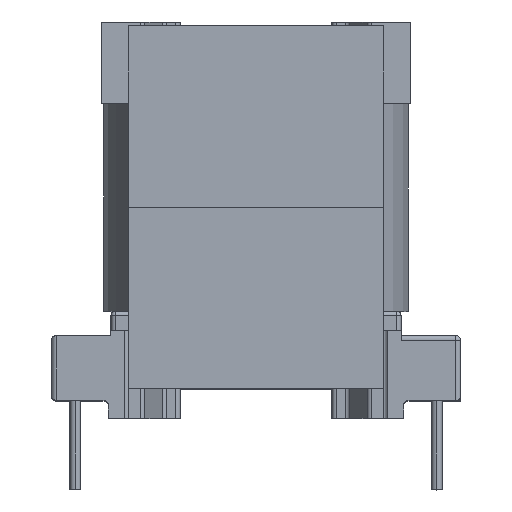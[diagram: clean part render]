
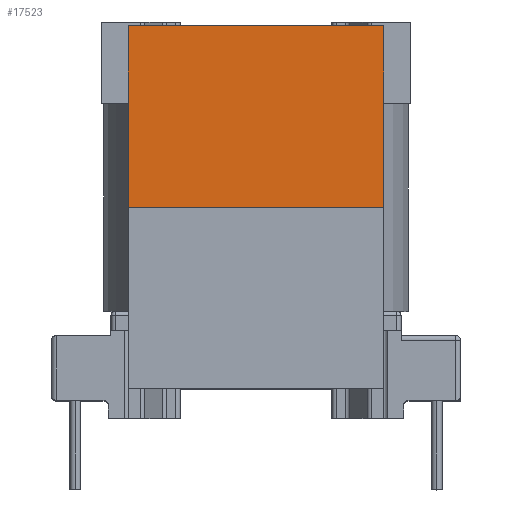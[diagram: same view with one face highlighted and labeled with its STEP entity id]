
A CAD part, top view. The second image highlights one B-rep face of the part: STEP entity #17523.
In plain terms, the highlighted face is planar.
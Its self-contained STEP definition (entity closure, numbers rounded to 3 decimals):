
#1324 = AXIS2_PLACEMENT_3D ( 'NONE', #14163, #1469, #11202 ) ;
#1349 = PLANE ( 'NONE',  #1324 ) ;
#1469 = DIRECTION ( 'NONE',  ( 0., -1., 0. ) ) ;
#1768 = VERTEX_POINT ( 'NONE', #7270 ) ;
#2416 = LINE ( 'NONE', #10182, #6562 ) ;
#5845 = EDGE_LOOP ( 'NONE', ( #13523, #8403, #11081, #10595 ) ) ;
#6070 = CARTESIAN_POINT ( 'NONE',  ( 14.4, -21.7, -10.2 ) ) ;
#6288 = EDGE_CURVE ( 'NONE', #14236, #13902, #2416, .T. ) ;
#6373 = DIRECTION ( 'NONE',  ( 0., 0., 1. ) ) ;
#6384 = DIRECTION ( 'NONE',  ( 1., 0., 0. ) ) ;
#6517 = VECTOR ( 'NONE', #17494, 1000. ) ;
#6562 = VECTOR ( 'NONE', #12698, 1000. ) ;
#7270 = CARTESIAN_POINT ( 'NONE',  ( 14.4, -21.7, 0. ) ) ;
#7419 = CARTESIAN_POINT ( 'NONE',  ( 0., -21.7, -10.2 ) ) ;
#7840 = CARTESIAN_POINT ( 'NONE',  ( 14.4, -21.7, -10.2 ) ) ;
#8132 = LINE ( 'NONE', #6070, #10809 ) ;
#8403 = ORIENTED_EDGE ( 'NONE', *, *, #16116, .F. ) ;
#8651 = EDGE_CURVE ( 'NONE', #12613, #1768, #12434, .T. ) ;
#9358 = FACE_OUTER_BOUND ( 'NONE', #5845, .T. ) ;
#10182 = CARTESIAN_POINT ( 'NONE',  ( 0., -21.7, -10.2 ) ) ;
#10595 = ORIENTED_EDGE ( 'NONE', *, *, #14931, .T. ) ;
#10702 = VECTOR ( 'NONE', #6384, 1000. ) ;
#10809 = VECTOR ( 'NONE', #6373, 1000. ) ;
#11081 = ORIENTED_EDGE ( 'NONE', *, *, #6288, .T. ) ;
#11202 = DIRECTION ( 'NONE',  ( 0., 0., -1. ) ) ;
#12434 = LINE ( 'NONE', #16177, #10702 ) ;
#12613 = VERTEX_POINT ( 'NONE', #14334 ) ;
#12698 = DIRECTION ( 'NONE',  ( 1., 0., 0. ) ) ;
#13523 = ORIENTED_EDGE ( 'NONE', *, *, #8651, .F. ) ;
#13902 = VERTEX_POINT ( 'NONE', #7840 ) ;
#14163 = CARTESIAN_POINT ( 'NONE',  ( 0., -21.7, -10.2 ) ) ;
#14236 = VERTEX_POINT ( 'NONE', #15689 ) ;
#14334 = CARTESIAN_POINT ( 'NONE',  ( 0., -21.7, 0. ) ) ;
#14931 = EDGE_CURVE ( 'NONE', #13902, #1768, #8132, .T. ) ;
#15689 = CARTESIAN_POINT ( 'NONE',  ( 0., -21.7, -10.2 ) ) ;
#16116 = EDGE_CURVE ( 'NONE', #14236, #12613, #18256, .T. ) ;
#16177 = CARTESIAN_POINT ( 'NONE',  ( 0., -21.7, 0. ) ) ;
#17494 = DIRECTION ( 'NONE',  ( 0., 0., 1. ) ) ;
#17523 = ADVANCED_FACE ( 'NONE', ( #9358 ), #1349, .T. ) ;
#18256 = LINE ( 'NONE', #7419, #6517 ) ;
